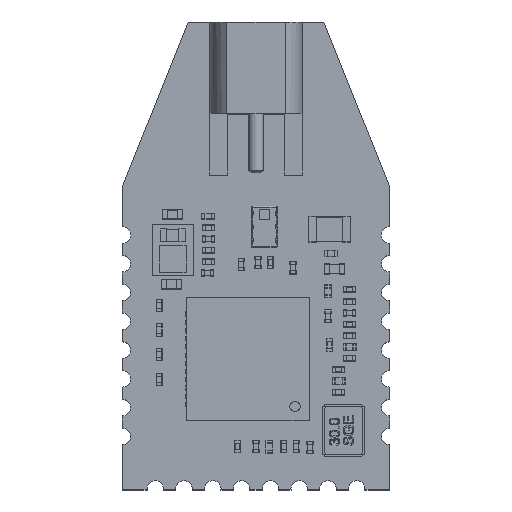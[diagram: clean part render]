
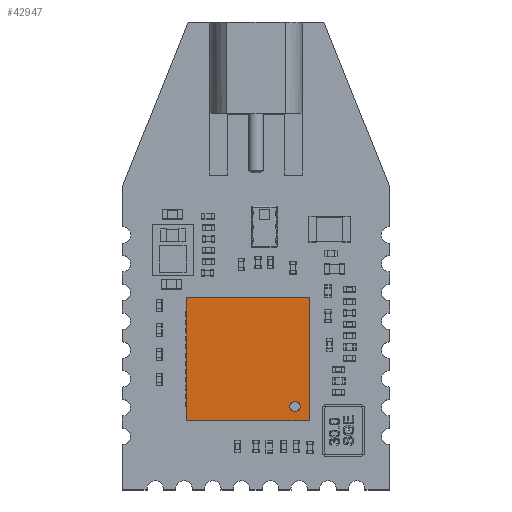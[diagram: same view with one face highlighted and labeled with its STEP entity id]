
A CAD part, top view. The second image highlights one B-rep face of the part: STEP entity #42947.
In plain terms, the highlighted planar face has unit normal (0, 0, 1).
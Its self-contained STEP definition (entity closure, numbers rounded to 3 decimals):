
#22630 = PLANE('',#22631);
#22631 = AXIS2_PLACEMENT_3D('',#22632,#22633,#22634);
#22632 = CARTESIAN_POINT('',(-2.99,2.99,0.02));
#22633 = DIRECTION('',(0.,-1.,0.));
#22634 = DIRECTION('',(0.,0.,1.));
#22658 = PLANE('',#22659);
#22659 = AXIS2_PLACEMENT_3D('',#22660,#22661,#22662);
#22660 = CARTESIAN_POINT('',(-2.99,2.99,0.02));
#22661 = DIRECTION('',(1.,0.,0.));
#22662 = DIRECTION('',(0.,0.,1.));
#24030 = PLANE('',#24031);
#24031 = AXIS2_PLACEMENT_3D('',#24032,#24033,#24034);
#24032 = CARTESIAN_POINT('',(-2.99,-2.99,0.02));
#24033 = DIRECTION('',(0.,-1.,0.));
#24034 = DIRECTION('',(0.,0.,1.));
#25402 = PLANE('',#25403);
#25403 = AXIS2_PLACEMENT_3D('',#25404,#25405,#25406);
#25404 = CARTESIAN_POINT('',(2.99,2.99,0.02));
#25405 = DIRECTION('',(1.,0.,0.));
#25406 = DIRECTION('',(0.,0.,1.));
#28110 = EDGE_CURVE('',#28111,#28113,#28115,.T.);
#28111 = VERTEX_POINT('',#28112);
#28112 = CARTESIAN_POINT('',(-2.99,2.99,0.92));
#28113 = VERTEX_POINT('',#28114);
#28114 = CARTESIAN_POINT('',(2.99,2.99,0.92));
#28115 = SURFACE_CURVE('',#28116,(#28120,#28127),.PCURVE_S1.);
#28116 = LINE('',#28117,#28118);
#28117 = CARTESIAN_POINT('',(-2.99,2.99,0.92));
#28118 = VECTOR('',#28119,1.);
#28119 = DIRECTION('',(1.,0.,0.));
#28120 = PCURVE('',#22630,#28121);
#28121 = DEFINITIONAL_REPRESENTATION('',(#28122),#28126);
#28122 = LINE('',#28123,#28124);
#28123 = CARTESIAN_POINT('',(0.9,0.));
#28124 = VECTOR('',#28125,1.);
#28125 = DIRECTION('',(0.,-1.));
#28126 = ( GEOMETRIC_REPRESENTATION_CONTEXT(2) 
PARAMETRIC_REPRESENTATION_CONTEXT() REPRESENTATION_CONTEXT('2D SPACE',''
  ) );
#28127 = PCURVE('',#28128,#28133);
#28128 = PLANE('',#28129);
#28129 = AXIS2_PLACEMENT_3D('',#28130,#28131,#28132);
#28130 = CARTESIAN_POINT('',(-2.99,2.99,0.92));
#28131 = DIRECTION('',(0.,0.,1.));
#28132 = DIRECTION('',(0.,-1.,0.));
#28133 = DEFINITIONAL_REPRESENTATION('',(#28134),#28138);
#28134 = LINE('',#28135,#28136);
#28135 = CARTESIAN_POINT('',(0.,0.));
#28136 = VECTOR('',#28137,1.);
#28137 = DIRECTION('',(0.,1.));
#28138 = ( GEOMETRIC_REPRESENTATION_CONTEXT(2) 
PARAMETRIC_REPRESENTATION_CONTEXT() REPRESENTATION_CONTEXT('2D SPACE',''
  ) );
#29064 = EDGE_CURVE('',#28111,#29065,#29067,.T.);
#29065 = VERTEX_POINT('',#29066);
#29066 = CARTESIAN_POINT('',(-2.99,-2.99,0.92));
#29067 = SURFACE_CURVE('',#29068,(#29072,#29079),.PCURVE_S1.);
#29068 = LINE('',#29069,#29070);
#29069 = CARTESIAN_POINT('',(-2.99,2.99,0.92));
#29070 = VECTOR('',#29071,1.);
#29071 = DIRECTION('',(0.,-1.,0.));
#29072 = PCURVE('',#22658,#29073);
#29073 = DEFINITIONAL_REPRESENTATION('',(#29074),#29078);
#29074 = LINE('',#29075,#29076);
#29075 = CARTESIAN_POINT('',(0.9,0.));
#29076 = VECTOR('',#29077,1.);
#29077 = DIRECTION('',(0.,1.));
#29078 = ( GEOMETRIC_REPRESENTATION_CONTEXT(2) 
PARAMETRIC_REPRESENTATION_CONTEXT() REPRESENTATION_CONTEXT('2D SPACE',''
  ) );
#29079 = PCURVE('',#28128,#29080);
#29080 = DEFINITIONAL_REPRESENTATION('',(#29081),#29085);
#29081 = LINE('',#29082,#29083);
#29082 = CARTESIAN_POINT('',(0.,0.));
#29083 = VECTOR('',#29084,1.);
#29084 = DIRECTION('',(1.,0.));
#29085 = ( GEOMETRIC_REPRESENTATION_CONTEXT(2) 
PARAMETRIC_REPRESENTATION_CONTEXT() REPRESENTATION_CONTEXT('2D SPACE',''
  ) );
#35557 = EDGE_CURVE('',#28113,#35558,#35560,.T.);
#35558 = VERTEX_POINT('',#35559);
#35559 = CARTESIAN_POINT('',(2.99,-2.99,0.92));
#35560 = SURFACE_CURVE('',#35561,(#35565,#35572),.PCURVE_S1.);
#35561 = LINE('',#35562,#35563);
#35562 = CARTESIAN_POINT('',(2.99,2.99,0.92));
#35563 = VECTOR('',#35564,1.);
#35564 = DIRECTION('',(0.,-1.,0.));
#35565 = PCURVE('',#25402,#35566);
#35566 = DEFINITIONAL_REPRESENTATION('',(#35567),#35571);
#35567 = LINE('',#35568,#35569);
#35568 = CARTESIAN_POINT('',(0.9,0.));
#35569 = VECTOR('',#35570,1.);
#35570 = DIRECTION('',(0.,1.));
#35571 = ( GEOMETRIC_REPRESENTATION_CONTEXT(2) 
PARAMETRIC_REPRESENTATION_CONTEXT() REPRESENTATION_CONTEXT('2D SPACE',''
  ) );
#35572 = PCURVE('',#28128,#35573);
#35573 = DEFINITIONAL_REPRESENTATION('',(#35574),#35578);
#35574 = LINE('',#35575,#35576);
#35575 = CARTESIAN_POINT('',(0.,5.98));
#35576 = VECTOR('',#35577,1.);
#35577 = DIRECTION('',(1.,0.));
#35578 = ( GEOMETRIC_REPRESENTATION_CONTEXT(2) 
PARAMETRIC_REPRESENTATION_CONTEXT() REPRESENTATION_CONTEXT('2D SPACE',''
  ) );
#36480 = EDGE_CURVE('',#29065,#35558,#36481,.T.);
#36481 = SURFACE_CURVE('',#36482,(#36486,#36493),.PCURVE_S1.);
#36482 = LINE('',#36483,#36484);
#36483 = CARTESIAN_POINT('',(-2.99,-2.99,0.92));
#36484 = VECTOR('',#36485,1.);
#36485 = DIRECTION('',(1.,0.,0.));
#36486 = PCURVE('',#24030,#36487);
#36487 = DEFINITIONAL_REPRESENTATION('',(#36488),#36492);
#36488 = LINE('',#36489,#36490);
#36489 = CARTESIAN_POINT('',(0.9,0.));
#36490 = VECTOR('',#36491,1.);
#36491 = DIRECTION('',(0.,-1.));
#36492 = ( GEOMETRIC_REPRESENTATION_CONTEXT(2) 
PARAMETRIC_REPRESENTATION_CONTEXT() REPRESENTATION_CONTEXT('2D SPACE',''
  ) );
#36493 = PCURVE('',#28128,#36494);
#36494 = DEFINITIONAL_REPRESENTATION('',(#36495),#36499);
#36495 = LINE('',#36496,#36497);
#36496 = CARTESIAN_POINT('',(5.98,0.));
#36497 = VECTOR('',#36498,1.);
#36498 = DIRECTION('',(0.,1.));
#36499 = ( GEOMETRIC_REPRESENTATION_CONTEXT(2) 
PARAMETRIC_REPRESENTATION_CONTEXT() REPRESENTATION_CONTEXT('2D SPACE',''
  ) );
#42947 = ADVANCED_FACE('',(#42948,#42954),#28128,.T.);
#42948 = FACE_BOUND('',#42949,.T.);
#42949 = EDGE_LOOP('',(#42950,#42951,#42952,#42953));
#42950 = ORIENTED_EDGE('',*,*,#28110,.F.);
#42951 = ORIENTED_EDGE('',*,*,#29064,.T.);
#42952 = ORIENTED_EDGE('',*,*,#36480,.T.);
#42953 = ORIENTED_EDGE('',*,*,#35557,.F.);
#42954 = FACE_BOUND('',#42955,.T.);
#42955 = EDGE_LOOP('',(#42956));
#42956 = ORIENTED_EDGE('',*,*,#42957,.T.);
#42957 = EDGE_CURVE('',#42958,#42958,#42960,.T.);
#42958 = VERTEX_POINT('',#42959);
#42959 = CARTESIAN_POINT('',(-2.3,2.05,0.92));
#42960 = SURFACE_CURVE('',#42961,(#42966,#42977),.PCURVE_S1.);
#42961 = CIRCLE('',#42962,0.25);
#42962 = AXIS2_PLACEMENT_3D('',#42963,#42964,#42965);
#42963 = CARTESIAN_POINT('',(-2.3,2.3,0.92));
#42964 = DIRECTION('',(-0.,0.,-1.));
#42965 = DIRECTION('',(0.,-1.,0.));
#42966 = PCURVE('',#28128,#42967);
#42967 = DEFINITIONAL_REPRESENTATION('',(#42968),#42976);
#42968 = ( BOUNDED_CURVE() B_SPLINE_CURVE(2,(#42969,#42970,#42971,#42972
    ,#42973,#42974,#42975),.UNSPECIFIED.,.T.,.F.) 
B_SPLINE_CURVE_WITH_KNOTS((1,2,2,2,2,1),(-2.094,0.,
    2.094,4.189,6.283,8.378),
.UNSPECIFIED.) CURVE() GEOMETRIC_REPRESENTATION_ITEM() 
RATIONAL_B_SPLINE_CURVE((1.,0.5,1.,0.5,1.,0.5,1.)) REPRESENTATION_ITEM(
  '') );
#42969 = CARTESIAN_POINT('',(0.94,0.69));
#42970 = CARTESIAN_POINT('',(0.94,0.257));
#42971 = CARTESIAN_POINT('',(0.565,0.473));
#42972 = CARTESIAN_POINT('',(0.19,0.69));
#42973 = CARTESIAN_POINT('',(0.565,0.907));
#42974 = CARTESIAN_POINT('',(0.94,1.123));
#42975 = CARTESIAN_POINT('',(0.94,0.69));
#42976 = ( GEOMETRIC_REPRESENTATION_CONTEXT(2) 
PARAMETRIC_REPRESENTATION_CONTEXT() REPRESENTATION_CONTEXT('2D SPACE',''
  ) );
#42977 = PCURVE('',#42978,#42983);
#42978 = CYLINDRICAL_SURFACE('',#42979,0.25);
#42979 = AXIS2_PLACEMENT_3D('',#42980,#42981,#42982);
#42980 = CARTESIAN_POINT('',(-2.3,2.3,0.93));
#42981 = DIRECTION('',(0.,0.,-1.));
#42982 = DIRECTION('',(0.,-1.,-0.));
#42983 = DEFINITIONAL_REPRESENTATION('',(#42984),#42988);
#42984 = LINE('',#42985,#42986);
#42985 = CARTESIAN_POINT('',(0.,0.01));
#42986 = VECTOR('',#42987,1.);
#42987 = DIRECTION('',(1.,0.));
#42988 = ( GEOMETRIC_REPRESENTATION_CONTEXT(2) 
PARAMETRIC_REPRESENTATION_CONTEXT() REPRESENTATION_CONTEXT('2D SPACE',''
  ) );
